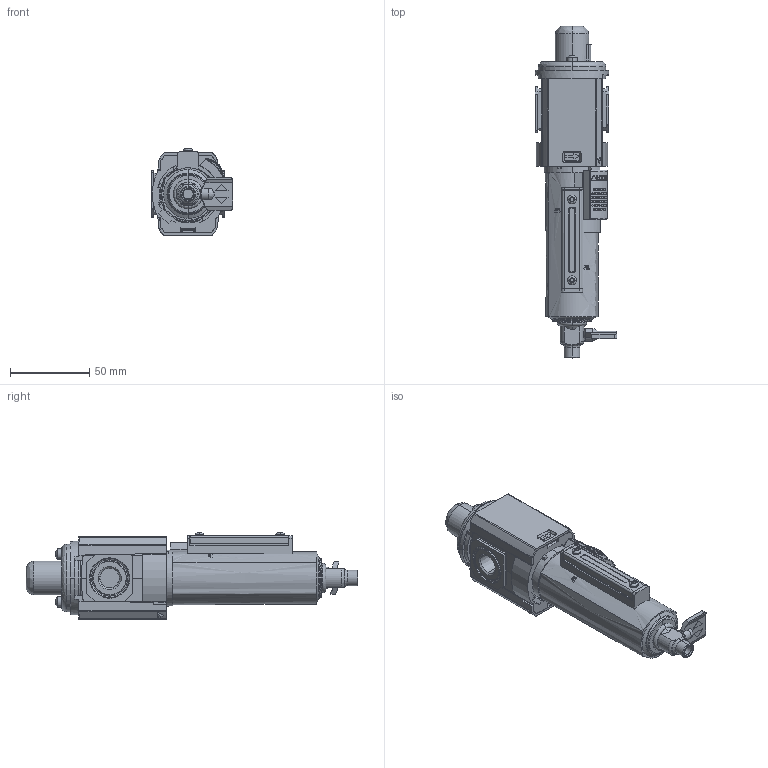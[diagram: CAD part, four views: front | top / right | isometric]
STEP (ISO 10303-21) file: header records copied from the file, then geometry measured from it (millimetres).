
FILE_DESCRIPTION (( 'STEP AP203' ), '1' );
FILE_NAME ('F82C-2AD-QD0.step', '2021-09-07T18:17:55', ( '' ), ( '' ), 'SwSTEP 2.0', 'SolidWorks 2021', '' );
FILE_SCHEMA (( 'CONFIG_CONTROL_DESIGN' ));
Products named in the file (1): F82C-2AD-QD0
Bounding box: 51.48 x 209.43 x 54.55 mm (x, y, z)
Volume: 231967.3 mm3; surface area: 62361 mm2
Topology: 8 solids, 8 shells, 1211 faces, 3280 edges, 2140 vertices
Faces by surface type: plane 526, cylinder 481, bspline 109, cone 93, torus 2
Entity records: 43128 total; most frequent: CARTESIAN_POINT 14136, ORIENTED_EDGE 6540, DIRECTION 5423, EDGE_CURVE 3270, VERTEX_POINT 2140, AXIS2_PLACEMENT_3D 1916, LINE 1591, VECTOR 1591
